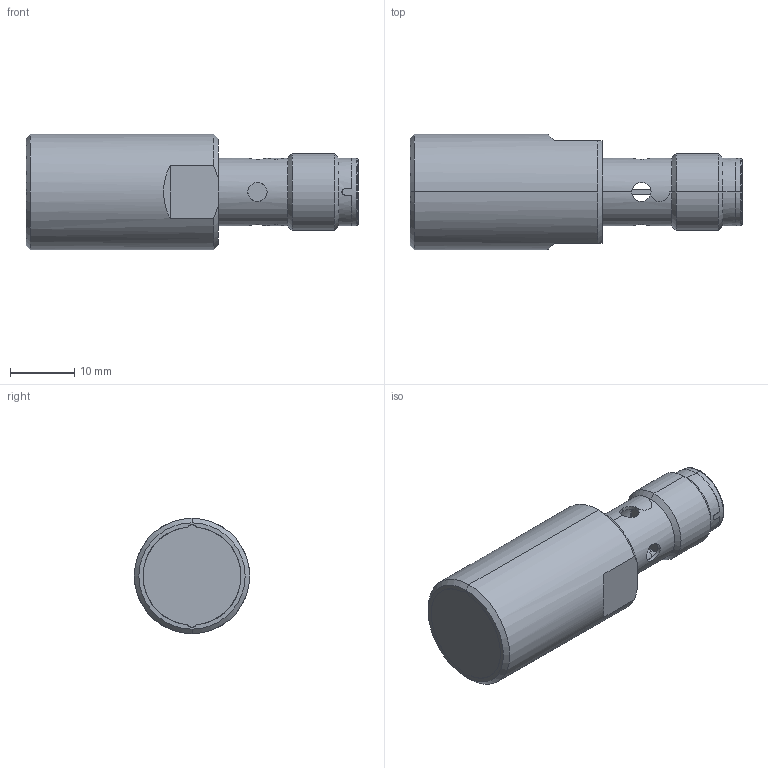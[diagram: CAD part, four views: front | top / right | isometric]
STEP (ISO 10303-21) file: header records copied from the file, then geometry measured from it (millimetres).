
FILE_DESCRIPTION((''),'2;1');
FILE_NAME('ICB18FLUSHPLUG_ASM','2021-12-27T',('Ethel.Li'),(''),'CREO PARAMETRIC BY PTC INC, 2015480','CREO PARAMETRIC BY PTC INC, 2015480','');
FILE_SCHEMA(('CONFIG_CONTROL_DESIGN'));
Length unit declared in the file: millimetre
Products named in the file (8): MECK152; 1402157-REV1; 58-212; 1407031; 1313078; 1413138PIN_ASM; PCB-M18FLUSHPLUG; ICB18FLUSHPLUG_ASM
Assembly tree (7 placements, depth 3):
  ICB18FLUSHPLUG_ASM
    MECK152
    1402157-REV1
    58-212
    1413138PIN_ASM
      1407031
      1313078
    PCB-M18FLUSHPLUG
Bounding box: 51.85 x 18 x 18 mm (x, y, z)
Volume: 4069.5 mm3; surface area: 8013.6 mm2
Topology: 6 solids, 7 shells, 194 faces, 541 edges, 360 vertices
Faces by surface type: cylinder 78, plane 51, cone 28, bspline 23, torus 12, sphere 2
Entity records: 7513 total; most frequent: CARTESIAN_POINT 2383, ORIENTED_EDGE 1074, DIRECTION 1018, EDGE_CURVE 539, AXIS2_PLACEMENT_3D 415, VERTEX_POINT 360, CIRCLE 225, EDGE_LOOP 222
